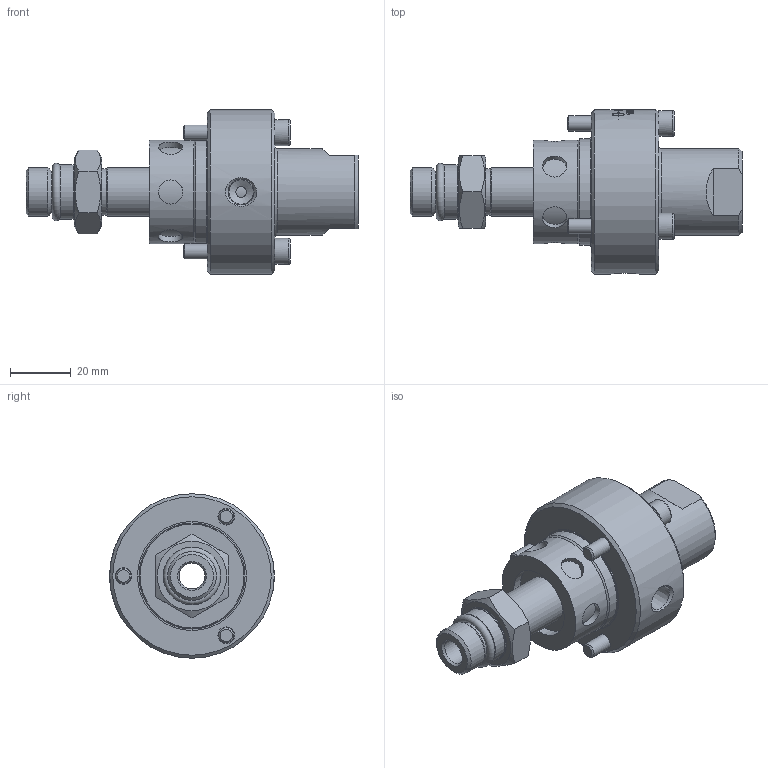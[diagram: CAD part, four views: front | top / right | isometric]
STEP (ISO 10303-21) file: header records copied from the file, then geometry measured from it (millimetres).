
FILE_DESCRIPTION(/* description */ (''),/* implementation_level */ '2;1');
FILE_NAME(/* name */ '1139-041-301-IC.stp',/* time_stamp */ '2020-05-15T14:52:32-05:00',/* author */ ('Moorera'),/* organization */ (''),/* preprocessor_version */ 'ST-DEVELOPER v18.1',/* originating_system */ 'Autodesk Inventor 2020',/* authorisation */ '');
FILE_SCHEMA (('AUTOMOTIVE_DESIGN { 1 0 10303 214 3 1 1 }'));
Length unit declared in the file: millimetre
Products named in the file (1): 1139-041-301-IC
Bounding box: 109 x 54 x 54 mm (x, y, z)
Volume: 86420.3 mm3; surface area: 23068.5 mm2
Topology: 2 solids, 2 shells, 413 faces, 1109 edges, 751 vertices
Faces by surface type: bspline 170, plane 140, cylinder 69, cone 24, torus 10
Full cylindrical faces by diameter (mm): 3.5 x1, 5 x3, 5.5 x3, 7.9 x6, 8 x1, 8.5 x4, 13.5 x1, 14.25 x1, 15.3 x1, 15.863 x1, 15.968 x1, 17.993 x1, 23.4 x1, 28.5 x1, 34.1 x1, 34.82 x1, 35.8 x1, 54 x1
Entity records: 18421 total; most frequent: CARTESIAN_POINT 8640, ORIENTED_EDGE 2212, DIRECTION 1615, EDGE_CURVE 1106, VERTEX_POINT 751, AXIS2_PLACEMENT_3D 601, EDGE_LOOP 471, LINE 413
